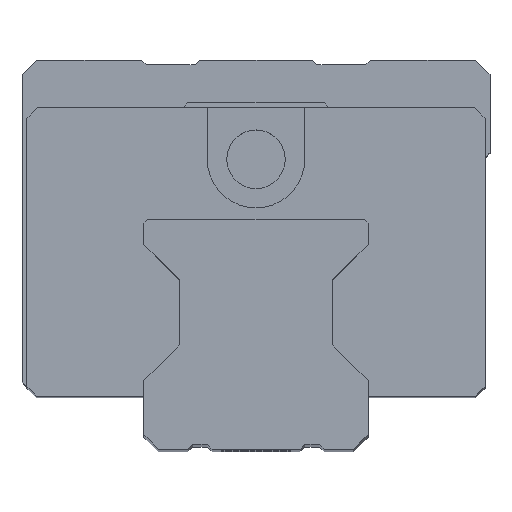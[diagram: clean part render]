
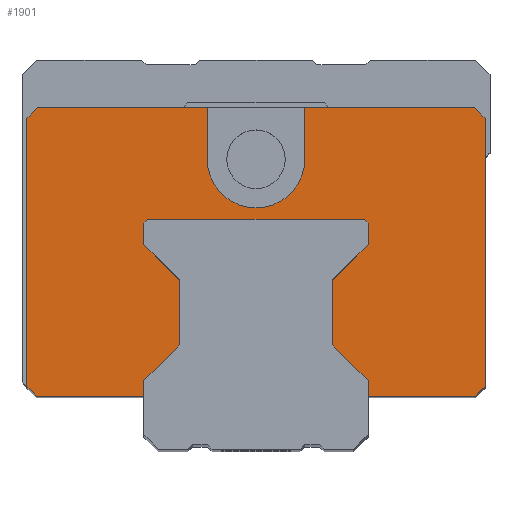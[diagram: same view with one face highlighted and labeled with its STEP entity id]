
A CAD part, top view. The second image highlights one B-rep face of the part: STEP entity #1901.
In plain terms, the highlighted planar face has unit normal (0, 0, 1).
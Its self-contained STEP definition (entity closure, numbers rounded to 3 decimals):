
#21=DIRECTION('',(0.,1.,0.));
#22=VECTOR('',#21,27.5);
#23=CARTESIAN_POINT('',(23.5,-29.5,48.95));
#24=LINE('',#23,#22);
#105=DIRECTION('',(0.,-1.,0.));
#106=VECTOR('',#105,5.3);
#107=CARTESIAN_POINT('',(-5.,-0.9,48.95));
#108=LINE('',#107,#106);
#109=CARTESIAN_POINT('',(0.,-6.2,48.95));
#110=DIRECTION('',(0.,0.,1.));
#111=DIRECTION('',(-1.,0.,0.));
#112=AXIS2_PLACEMENT_3D('',#109,#110,#111);
#114=DIRECTION('',(0.707,-0.707,0.));
#115=VECTOR('',#114,1.556);
#116=CARTESIAN_POINT('',(22.4,-0.9,48.95));
#117=LINE('',#116,#115);
#118=DIRECTION('',(-0.707,-0.707,0.));
#119=VECTOR('',#118,1.414);
#120=CARTESIAN_POINT('',(23.5,-29.5,48.95));
#121=LINE('',#120,#119);
#122=DIRECTION('',(-0.707,0.707,0.));
#123=VECTOR('',#122,5.162);
#124=CARTESIAN_POINT('',(11.5,-28.957,48.95));
#125=LINE('',#124,#123);
#126=DIRECTION('',(0.707,0.707,0.));
#127=VECTOR('',#126,5.162);
#128=CARTESIAN_POINT('',(7.85,-18.632,48.95));
#129=LINE('',#128,#127);
#130=DIRECTION('',(-0.707,0.707,0.));
#131=VECTOR('',#130,0.566);
#132=CARTESIAN_POINT('',(11.5,-12.8,48.95));
#133=LINE('',#132,#131);
#134=DIRECTION('',(-0.707,-0.707,0.));
#135=VECTOR('',#134,0.566);
#136=CARTESIAN_POINT('',(-11.1,-12.4,48.95));
#137=LINE('',#136,#135);
#138=DIRECTION('',(0.707,-0.707,0.));
#139=VECTOR('',#138,5.162);
#140=CARTESIAN_POINT('',(-11.5,-14.982,48.95));
#141=LINE('',#140,#139);
#142=DIRECTION('',(-0.707,-0.707,0.));
#143=VECTOR('',#142,5.162);
#144=CARTESIAN_POINT('',(-7.85,-25.307,48.95));
#145=LINE('',#144,#143);
#146=DIRECTION('',(-0.707,0.707,0.));
#147=VECTOR('',#146,1.414);
#148=CARTESIAN_POINT('',(-22.5,-30.5,48.95));
#149=LINE('',#148,#147);
#150=DIRECTION('',(0.707,0.707,0.));
#151=VECTOR('',#150,1.556);
#152=CARTESIAN_POINT('',(-23.5,-2.,48.95));
#153=LINE('',#152,#151);
#174=DIRECTION('',(-1.,0.,0.));
#175=VECTOR('',#174,17.4);
#176=CARTESIAN_POINT('',(22.4,-0.9,48.95));
#177=LINE('',#176,#175);
#182=DIRECTION('',(-1.,0.,0.));
#183=VECTOR('',#182,17.4);
#184=CARTESIAN_POINT('',(-5.,-0.9,48.95));
#185=LINE('',#184,#183);
#278=DIRECTION('',(0.,-1.,0.));
#279=VECTOR('',#278,5.3);
#280=CARTESIAN_POINT('',(5.,-0.9,48.95));
#281=LINE('',#280,#279);
#343=DIRECTION('',(0.,-1.,0.));
#344=VECTOR('',#343,27.5);
#345=CARTESIAN_POINT('',(-23.5,-2.,48.95));
#346=LINE('',#345,#344);
#1113=DIRECTION('',(1.,0.,0.));
#1114=VECTOR('',#1113,11.);
#1115=CARTESIAN_POINT('',(-22.5,-30.5,48.95));
#1116=LINE('',#1115,#1114);
#1125=DIRECTION('',(0.,1.,0.));
#1126=VECTOR('',#1125,1.543);
#1127=CARTESIAN_POINT('',(-11.5,-30.5,48.95));
#1128=LINE('',#1127,#1126);
#1141=DIRECTION('',(0.,1.,0.));
#1142=VECTOR('',#1141,6.675);
#1143=CARTESIAN_POINT('',(-7.85,-25.307,48.95));
#1144=LINE('',#1143,#1142);
#1157=DIRECTION('',(0.,1.,0.));
#1158=VECTOR('',#1157,2.182);
#1159=CARTESIAN_POINT('',(-11.5,-14.982,48.95));
#1160=LINE('',#1159,#1158);
#1173=DIRECTION('',(1.,0.,0.));
#1174=VECTOR('',#1173,22.2);
#1175=CARTESIAN_POINT('',(-11.1,-12.4,48.95));
#1176=LINE('',#1175,#1174);
#1189=DIRECTION('',(0.,-1.,0.));
#1190=VECTOR('',#1189,2.182);
#1191=CARTESIAN_POINT('',(11.5,-12.8,48.95));
#1192=LINE('',#1191,#1190);
#1205=DIRECTION('',(0.,-1.,0.));
#1206=VECTOR('',#1205,6.675);
#1207=CARTESIAN_POINT('',(7.85,-18.632,48.95));
#1208=LINE('',#1207,#1206);
#1221=DIRECTION('',(0.,-1.,0.));
#1222=VECTOR('',#1221,1.543);
#1223=CARTESIAN_POINT('',(11.5,-28.957,48.95));
#1224=LINE('',#1223,#1222);
#1233=DIRECTION('',(1.,0.,0.));
#1234=VECTOR('',#1233,11.);
#1235=CARTESIAN_POINT('',(11.5,-30.5,48.95));
#1236=LINE('',#1235,#1234);
#1327=CARTESIAN_POINT('',(23.5,-29.5,48.95));
#1328=VERTEX_POINT('',#1327);
#1329=CARTESIAN_POINT('',(23.5,-2.,48.95));
#1330=VERTEX_POINT('',#1329);
#1387=CARTESIAN_POINT('',(22.4,-0.9,48.95));
#1388=VERTEX_POINT('',#1387);
#1389=CARTESIAN_POINT('',(-5.,-0.9,48.95));
#1390=CARTESIAN_POINT('',(-5.,-6.2,48.95));
#1391=VERTEX_POINT('',#1389);
#1392=VERTEX_POINT('',#1390);
#1393=CARTESIAN_POINT('',(5.,-6.2,48.95));
#1394=VERTEX_POINT('',#1393);
#1395=CARTESIAN_POINT('',(5.,-0.9,48.95));
#1396=VERTEX_POINT('',#1395);
#1397=CARTESIAN_POINT('',(22.5,-30.5,48.95));
#1398=VERTEX_POINT('',#1397);
#1399=CARTESIAN_POINT('',(11.5,-30.5,48.95));
#1400=VERTEX_POINT('',#1399);
#1401=CARTESIAN_POINT('',(11.5,-28.957,48.95));
#1402=VERTEX_POINT('',#1401);
#1403=CARTESIAN_POINT('',(7.85,-25.307,48.95));
#1404=VERTEX_POINT('',#1403);
#1405=CARTESIAN_POINT('',(7.85,-18.632,48.95));
#1406=VERTEX_POINT('',#1405);
#1407=CARTESIAN_POINT('',(11.5,-14.982,48.95));
#1408=VERTEX_POINT('',#1407);
#1409=CARTESIAN_POINT('',(11.5,-12.8,48.95));
#1410=VERTEX_POINT('',#1409);
#1411=CARTESIAN_POINT('',(11.1,-12.4,48.95));
#1412=VERTEX_POINT('',#1411);
#1413=CARTESIAN_POINT('',(-11.1,-12.4,48.95));
#1414=VERTEX_POINT('',#1413);
#1415=CARTESIAN_POINT('',(-11.5,-12.8,48.95));
#1416=VERTEX_POINT('',#1415);
#1417=CARTESIAN_POINT('',(-11.5,-14.982,48.95));
#1418=VERTEX_POINT('',#1417);
#1419=CARTESIAN_POINT('',(-7.85,-18.632,48.95));
#1420=VERTEX_POINT('',#1419);
#1421=CARTESIAN_POINT('',(-7.85,-25.307,48.95));
#1422=VERTEX_POINT('',#1421);
#1423=CARTESIAN_POINT('',(-11.5,-28.957,48.95));
#1424=VERTEX_POINT('',#1423);
#1425=CARTESIAN_POINT('',(-11.5,-30.5,48.95));
#1426=VERTEX_POINT('',#1425);
#1427=CARTESIAN_POINT('',(-22.5,-30.5,48.95));
#1428=VERTEX_POINT('',#1427);
#1429=CARTESIAN_POINT('',(-23.5,-29.5,48.95));
#1430=VERTEX_POINT('',#1429);
#1431=CARTESIAN_POINT('',(-23.5,-2.,48.95));
#1432=VERTEX_POINT('',#1431);
#1433=CARTESIAN_POINT('',(-22.4,-0.9,48.95));
#1434=VERTEX_POINT('',#1433);
#1844=CARTESIAN_POINT('',(7.,-0.4,48.95));
#1845=DIRECTION('',(0.,0.,1.));
#1846=DIRECTION('',(1.,0.,0.));
#1847=AXIS2_PLACEMENT_3D('',#1844,#1845,#1846);
#1848=PLANE('',#1847);
#1850=ORIENTED_EDGE('',*,*,#1849,.T.);
#1852=ORIENTED_EDGE('',*,*,#1851,.T.);
#1854=ORIENTED_EDGE('',*,*,#1853,.F.);
#1856=ORIENTED_EDGE('',*,*,#1855,.F.);
#1857=ORIENTED_EDGE('',*,*,#1837,.T.);
#1858=ORIENTED_EDGE('',*,*,#1740,.F.);
#1860=ORIENTED_EDGE('',*,*,#1859,.T.);
#1862=ORIENTED_EDGE('',*,*,#1861,.F.);
#1864=ORIENTED_EDGE('',*,*,#1863,.F.);
#1866=ORIENTED_EDGE('',*,*,#1865,.T.);
#1868=ORIENTED_EDGE('',*,*,#1867,.F.);
#1870=ORIENTED_EDGE('',*,*,#1869,.T.);
#1872=ORIENTED_EDGE('',*,*,#1871,.F.);
#1874=ORIENTED_EDGE('',*,*,#1873,.T.);
#1876=ORIENTED_EDGE('',*,*,#1875,.F.);
#1878=ORIENTED_EDGE('',*,*,#1877,.T.);
#1880=ORIENTED_EDGE('',*,*,#1879,.F.);
#1882=ORIENTED_EDGE('',*,*,#1881,.T.);
#1884=ORIENTED_EDGE('',*,*,#1883,.F.);
#1886=ORIENTED_EDGE('',*,*,#1885,.T.);
#1888=ORIENTED_EDGE('',*,*,#1887,.F.);
#1890=ORIENTED_EDGE('',*,*,#1889,.F.);
#1892=ORIENTED_EDGE('',*,*,#1891,.T.);
#1894=ORIENTED_EDGE('',*,*,#1893,.F.);
#1896=ORIENTED_EDGE('',*,*,#1895,.T.);
#1898=ORIENTED_EDGE('',*,*,#1897,.F.);
#1899=EDGE_LOOP('',(#1850,#1852,#1854,#1856,#1857,#1858,#1860,#1862,#1864,#1866,
#1868,#1870,#1872,#1874,#1876,#1878,#1880,#1882,#1884,#1886,#1888,#1890,#1892,
#1894,#1896,#1898));
#1900=FACE_OUTER_BOUND('',#1899,.F.);
#1901=ADVANCED_FACE('',(#1900),#1848,.T.);
#113=CIRCLE('',#112,5.);
#1740=EDGE_CURVE('',#1328,#1330,#24,.T.);
#1837=EDGE_CURVE('',#1388,#1330,#117,.T.);
#1849=EDGE_CURVE('',#1391,#1392,#108,.T.);
#1851=EDGE_CURVE('',#1392,#1394,#113,.T.);
#1853=EDGE_CURVE('',#1396,#1394,#281,.T.);
#1855=EDGE_CURVE('',#1388,#1396,#177,.T.);
#1859=EDGE_CURVE('',#1328,#1398,#121,.T.);
#1861=EDGE_CURVE('',#1400,#1398,#1236,.T.);
#1863=EDGE_CURVE('',#1402,#1400,#1224,.T.);
#1865=EDGE_CURVE('',#1402,#1404,#125,.T.);
#1867=EDGE_CURVE('',#1406,#1404,#1208,.T.);
#1869=EDGE_CURVE('',#1406,#1408,#129,.T.);
#1871=EDGE_CURVE('',#1410,#1408,#1192,.T.);
#1873=EDGE_CURVE('',#1410,#1412,#133,.T.);
#1875=EDGE_CURVE('',#1414,#1412,#1176,.T.);
#1877=EDGE_CURVE('',#1414,#1416,#137,.T.);
#1879=EDGE_CURVE('',#1418,#1416,#1160,.T.);
#1881=EDGE_CURVE('',#1418,#1420,#141,.T.);
#1883=EDGE_CURVE('',#1422,#1420,#1144,.T.);
#1885=EDGE_CURVE('',#1422,#1424,#145,.T.);
#1887=EDGE_CURVE('',#1426,#1424,#1128,.T.);
#1889=EDGE_CURVE('',#1428,#1426,#1116,.T.);
#1891=EDGE_CURVE('',#1428,#1430,#149,.T.);
#1893=EDGE_CURVE('',#1432,#1430,#346,.T.);
#1895=EDGE_CURVE('',#1432,#1434,#153,.T.);
#1897=EDGE_CURVE('',#1391,#1434,#185,.T.);
